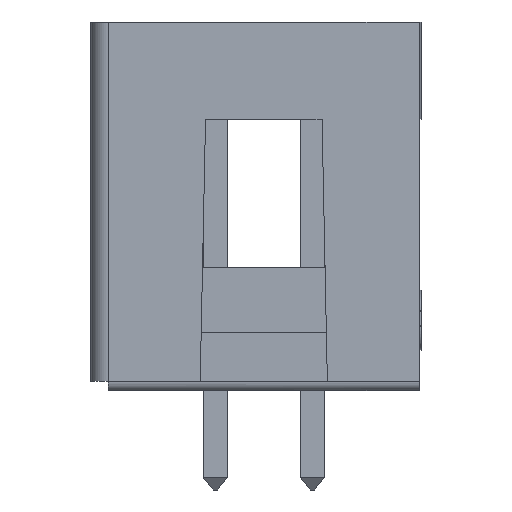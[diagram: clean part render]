
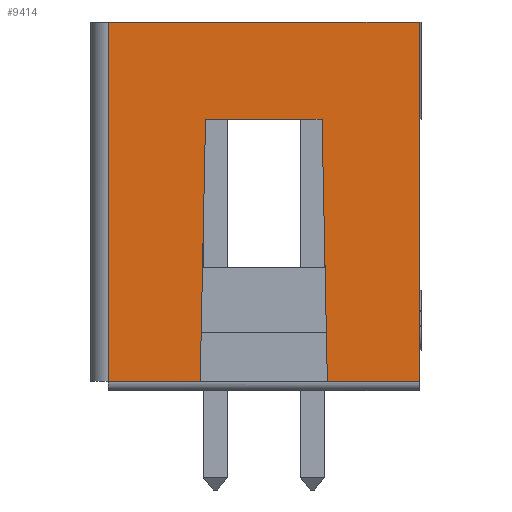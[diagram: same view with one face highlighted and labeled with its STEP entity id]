
A CAD part, left-side view. The second image highlights one B-rep face of the part: STEP entity #9414.
In plain terms, the highlighted planar face has unit normal (-1, 0, 0).
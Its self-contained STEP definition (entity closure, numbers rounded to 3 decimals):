
#7749=CARTESIAN_POINT('',(-12.548,1.524,7.112));
#7750=VERTEX_POINT('',#7749);
#7751=CARTESIAN_POINT('',(-12.548,-1.524,7.112));
#7752=VERTEX_POINT('',#7751);
#7753=CARTESIAN_POINT('',(-12.548,1.524,7.112));
#7754=CARTESIAN_POINT('',(-12.548,0.508,7.112));
#7755=CARTESIAN_POINT('',(-12.548,-0.508,7.112));
#7756=CARTESIAN_POINT('',(-12.548,-1.524,7.112));
#7757=QUASI_UNIFORM_CURVE('',3,(#7753,#7754,#7755,#7756),.UNSPECIFIED.,.F.,.U.);
#7758=EDGE_CURVE('',#7750,#7752,#7757,.T.);
#7793=CARTESIAN_POINT('',(-12.548,-1.664,0.254));
#7794=VERTEX_POINT('',#7793);
#7802=CARTESIAN_POINT('',(-12.548,-1.524,7.112));
#7803=CARTESIAN_POINT('',(-12.548,-1.571,4.826));
#7804=CARTESIAN_POINT('',(-12.548,-1.617,2.54));
#7805=CARTESIAN_POINT('',(-12.548,-1.664,0.254));
#7806=QUASI_UNIFORM_CURVE('',3,(#7802,#7803,#7804,#7805),.UNSPECIFIED.,.F.,.U.);
#7807=EDGE_CURVE('',#7752,#7794,#7806,.T.);
#7854=CARTESIAN_POINT('',(-12.548,1.664,0.254));
#7855=VERTEX_POINT('',#7854);
#7856=CARTESIAN_POINT('',(-12.548,1.664,0.254));
#7857=CARTESIAN_POINT('',(-12.548,1.617,2.54));
#7858=CARTESIAN_POINT('',(-12.548,1.571,4.826));
#7859=CARTESIAN_POINT('',(-12.548,1.524,7.112));
#7860=QUASI_UNIFORM_CURVE('',3,(#7856,#7857,#7858,#7859),.UNSPECIFIED.,.F.,.U.);
#7861=EDGE_CURVE('',#7855,#7750,#7860,.T.);
#7891=CARTESIAN_POINT('',(-12.548,4.064,9.652));
#7892=VERTEX_POINT('',#7891);
#7893=CARTESIAN_POINT('',(-12.548,4.064,0.254));
#7894=VERTEX_POINT('',#7893);
#7895=CARTESIAN_POINT('',(-12.548,4.064,9.652));
#7896=CARTESIAN_POINT('',(-12.548,4.064,6.519));
#7897=CARTESIAN_POINT('',(-12.548,4.064,3.387));
#7898=CARTESIAN_POINT('',(-12.548,4.064,0.254));
#7899=QUASI_UNIFORM_CURVE('',3,(#7895,#7896,#7897,#7898),.UNSPECIFIED.,.F.,.U.);
#7900=EDGE_CURVE('',#7892,#7894,#7899,.T.);
#9348=CARTESIAN_POINT('',(-12.548,-4.064,9.652));
#9349=VERTEX_POINT('',#9348);
#9350=CARTESIAN_POINT('',(-12.548,-4.064,9.652));
#9351=CARTESIAN_POINT('',(-12.548,-1.355,9.652));
#9352=CARTESIAN_POINT('',(-12.548,1.355,9.652));
#9353=CARTESIAN_POINT('',(-12.548,4.064,9.652));
#9354=QUASI_UNIFORM_CURVE('',3,(#9350,#9351,#9352,#9353),.UNSPECIFIED.,.F.,.U.);
#9355=EDGE_CURVE('',#9349,#7892,#9354,.T.);
#9379=CARTESIAN_POINT('',(-12.548,4.47,-0.216));
#9380=DIRECTION('',(-1.0,0.0,0.0));
#9381=DIRECTION('',(0.0,0.0,-1.0));
#9382=AXIS2_PLACEMENT_3D('',#9379,#9380,#9381);
#9383=PLANE('',#9382);
#9384=ORIENTED_EDGE('',*,*,#7900,.T.);
#9385=CARTESIAN_POINT('',(-12.548,1.664,0.254));
#9386=CARTESIAN_POINT('',(-12.548,2.464,0.254));
#9387=CARTESIAN_POINT('',(-12.548,3.264,0.254));
#9388=CARTESIAN_POINT('',(-12.548,4.064,0.254));
#9389=QUASI_UNIFORM_CURVE('',3,(#9385,#9386,#9387,#9388),.UNSPECIFIED.,.F.,.U.);
#9390=EDGE_CURVE('',#7855,#7894,#9389,.T.);
#9391=ORIENTED_EDGE('',*,*,#9390,.F.);
#9392=ORIENTED_EDGE('',*,*,#7861,.T.);
#9393=ORIENTED_EDGE('',*,*,#7758,.T.);
#9394=ORIENTED_EDGE('',*,*,#7807,.T.);
#9395=CARTESIAN_POINT('',(-12.548,-4.064,0.254));
#9396=VERTEX_POINT('',#9395);
#9397=CARTESIAN_POINT('',(-12.548,-4.064,0.254));
#9398=CARTESIAN_POINT('',(-12.548,-3.264,0.254));
#9399=CARTESIAN_POINT('',(-12.548,-2.464,0.254));
#9400=CARTESIAN_POINT('',(-12.548,-1.664,0.254));
#9401=QUASI_UNIFORM_CURVE('',3,(#9397,#9398,#9399,#9400),.UNSPECIFIED.,.F.,.U.);
#9402=EDGE_CURVE('',#9396,#7794,#9401,.T.);
#9403=ORIENTED_EDGE('',*,*,#9402,.F.);
#9404=CARTESIAN_POINT('',(-12.548,-4.064,9.652));
#9405=CARTESIAN_POINT('',(-12.548,-4.064,6.519));
#9406=CARTESIAN_POINT('',(-12.548,-4.064,3.387));
#9407=CARTESIAN_POINT('',(-12.548,-4.064,0.254));
#9408=QUASI_UNIFORM_CURVE('',3,(#9404,#9405,#9406,#9407),.UNSPECIFIED.,.F.,.U.);
#9409=EDGE_CURVE('',#9349,#9396,#9408,.T.);
#9410=ORIENTED_EDGE('',*,*,#9409,.F.);
#9411=ORIENTED_EDGE('',*,*,#9355,.T.);
#9412=EDGE_LOOP('',(#9384,#9391,#9392,#9393,#9394,#9403,#9410,#9411));
#9413=FACE_OUTER_BOUND('',#9412,.T.);
#9414=ADVANCED_FACE('',(#9413),#9383,.T.);
